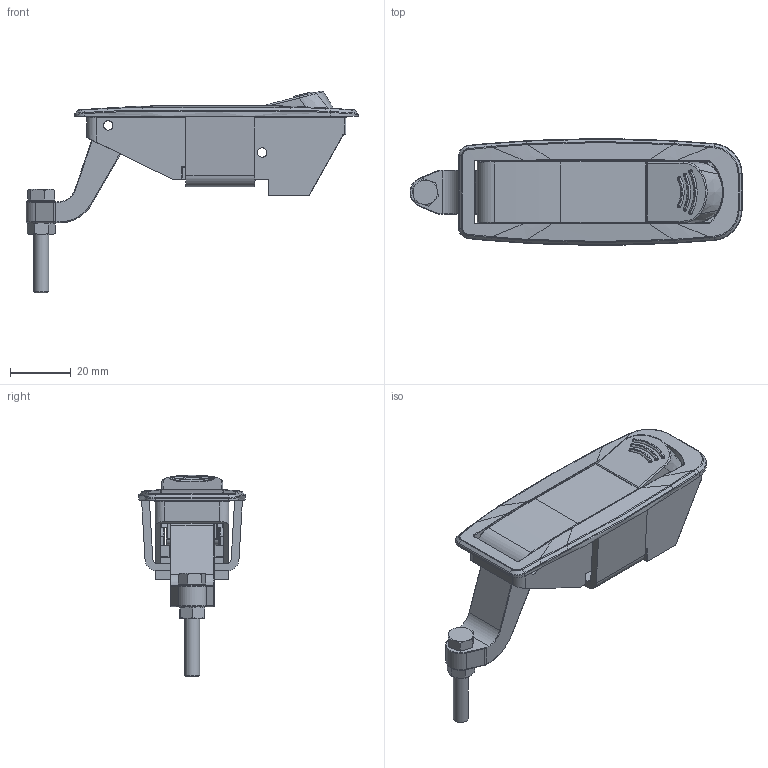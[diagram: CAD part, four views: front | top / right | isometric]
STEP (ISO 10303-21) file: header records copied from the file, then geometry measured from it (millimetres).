
FILE_DESCRIPTION(('STEP AP203'),'1');
FILE_NAME('177.2.2.00.step','2018-06-27T09:50:12',(' '),(' '),'Spatial InterOp 3D',' ',' ');
FILE_SCHEMA(('CONFIG_CONTROL_DESIGN'));
Length unit declared in the file: millimetre
Products named in the file (6): 1; 2; 3; 4; 5; 6
Bounding box: 109 x 35 x 66.29 mm (x, y, z)
Volume: 30326.4 mm3; surface area: 28083.2 mm2
Topology: 6 solids, 6 shells, 925 faces, 2223 edges, 1223 vertices
Faces by surface type: cylinder 366, plane 178, bspline 167, torus 113, sphere 74, cone 23, extrusion 4
Full cylindrical faces by diameter (mm): 1.5 x2, 3.1 x4, 3.2 x4, 4.2 x1, 4.3 x1, 5 x1, 5.3 x2, 5.5 x1, 7 x1, 14.7 x1, 17.1 x1
Entity records: 38652 total; most frequent: CARTESIAN_POINT 18325, DIRECTION 4304, ORIENTED_EDGE 4168, EDGE_CURVE 2084, AXIS2_PLACEMENT_3D 1759, VERTEX_POINT 1201, EDGE_LOOP 985, FACE_OUTER_BOUND 947
